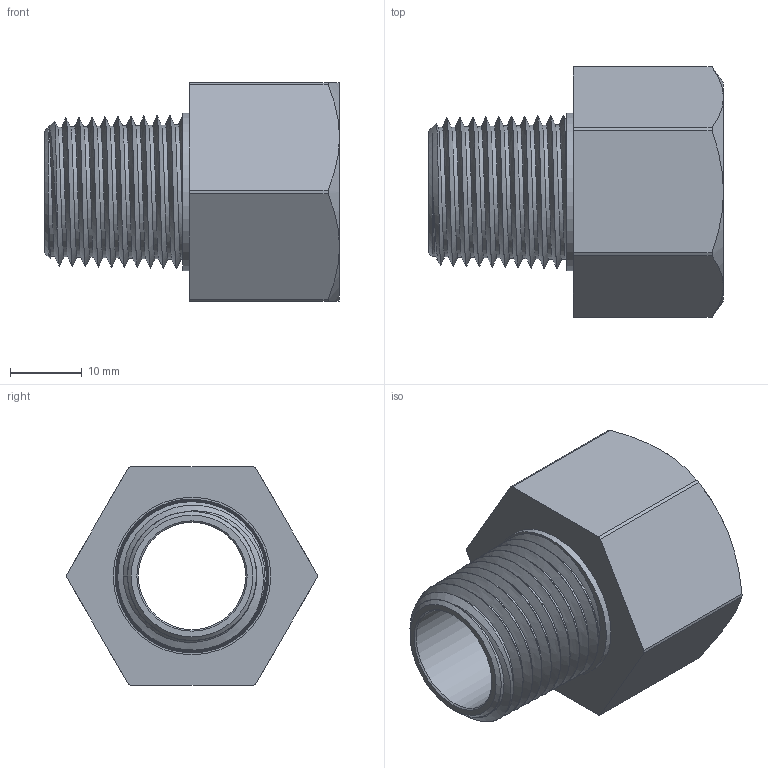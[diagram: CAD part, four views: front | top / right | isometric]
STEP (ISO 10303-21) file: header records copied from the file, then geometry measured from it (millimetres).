
FILE_DESCRIPTION(/* description */ ('Erweiterung NPT 1/2" / NPT 3/4"'),/* implementation_level */ '2;1');
FILE_NAME(/* name */ 'RX745134-RST.stp',/* time_stamp */ '2021-03-31T14:14:32+02:00',/* author */ ('sl'),/* organization */ (''),/* preprocessor_version */ 'ST-DEVELOPER v16.5',/* originating_system */ 'Autodesk Inventor 2017',/* authorisation */ '');
FILE_SCHEMA (('AUTOMOTIVE_DESIGN { 1 0 10303 214 3 1 1 }'));
Length unit declared in the file: millimetre
Products named in the file (1): RX745134
Bounding box: 41.2 x 34.96 x 30.5 mm (x, y, z)
Volume: 9948.4 mm3; surface area: 11973.6 mm2
Topology: 1 solids, 1 shells, 44 faces, 102 edges, 64 vertices
Faces by surface type: cone 14, plane 12, cylinder 10, bspline 8
Full cylindrical faces by diameter (mm): 15 x1, 22 x1, 23.259 x1, 27.88 x1
Entity records: 6654 total; most frequent: CARTESIAN_POINT 5760, ORIENTED_EDGE 178, DIRECTION 162, EDGE_CURVE 88, AXIS2_PLACEMENT_3D 72, VERTEX_POINT 59, EDGE_LOOP 57, FACE_OUTER_BOUND 43
